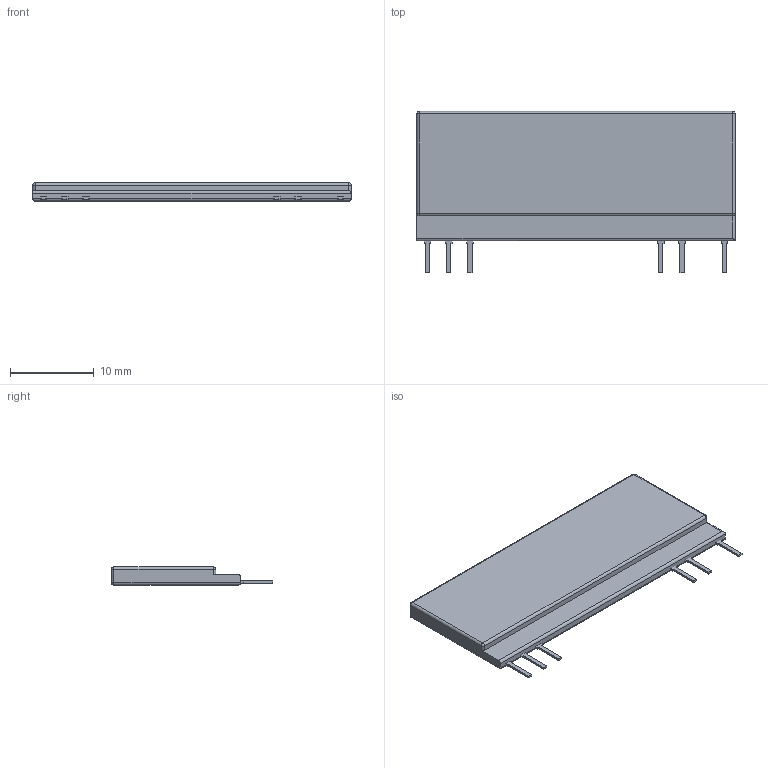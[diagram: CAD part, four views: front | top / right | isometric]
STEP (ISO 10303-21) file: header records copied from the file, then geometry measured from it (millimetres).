
FILE_DESCRIPTION(/* description */ (''),/* implementation_level */ '2;1');
FILE_NAME(/* name */ 'CADDOCK - HVD5 - XXXX.stp',/* time_stamp */ '2022-03-29T14:48:03-05:00',/* author */ ('Dell'),/* organization */ (''),/* preprocessor_version */ 'ST-DEVELOPER v18.1',/* originating_system */ 'Autodesk Inventor 2021',/* authorisation */ '');
FILE_SCHEMA (('AUTOMOTIVE_DESIGN { 1 0 10303 214 3 1 1 }'));
Length unit declared in the file: millimetre
Products named in the file (1): CADDOCK - HDV5 - xxxx
Bounding box: 38.1 x 19.31 x 2.19 mm (x, y, z)
Volume: 1185.8 mm3; surface area: 1420.9 mm2
Topology: 7 solids, 7 shells, 88 faces, 200 edges, 126 vertices
Faces by surface type: plane 68, cylinder 14, sphere 6
Entity records: 2516 total; most frequent: CARTESIAN_POINT 415, DIRECTION 402, ORIENTED_EDGE 400, EDGE_CURVE 200, LINE 176, VECTOR 176, VERTEX_POINT 126, AXIS2_PLACEMENT_3D 113
